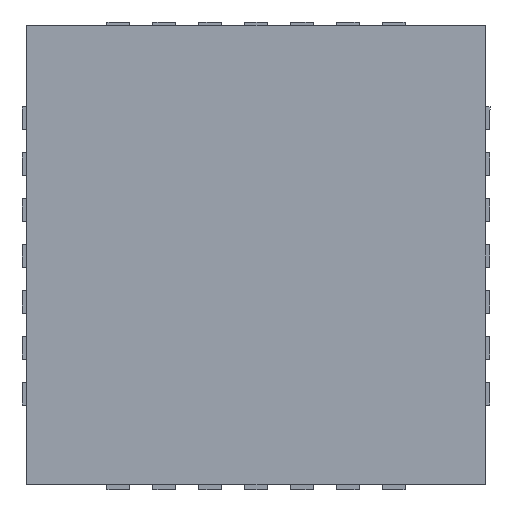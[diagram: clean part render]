
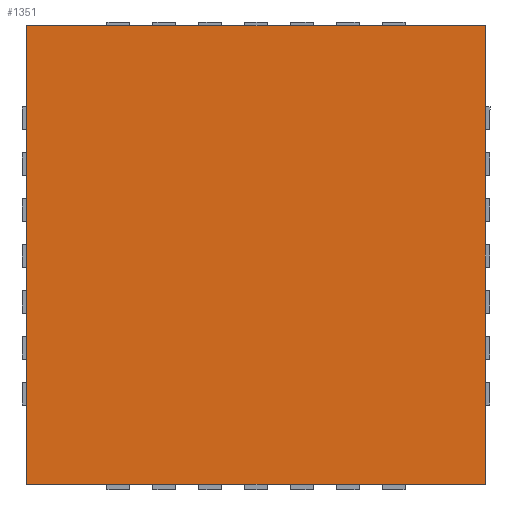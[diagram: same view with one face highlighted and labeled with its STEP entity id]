
A CAD part, front view. The second image highlights one B-rep face of the part: STEP entity #1351.
In plain terms, the highlighted planar face has unit normal (0, -1, 0).
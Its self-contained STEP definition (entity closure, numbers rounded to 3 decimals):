
#73 = CARTESIAN_POINT ( 'NONE',  ( 2.5, 0., -2.5 ) ) ;
#131 = EDGE_CURVE ( 'NONE', #1653, #1454, #1567, .T. ) ;
#155 = DIRECTION ( 'NONE',  ( -1., 0., 0. ) ) ;
#171 = ORIENTED_EDGE ( 'NONE', *, *, #1935, .F. ) ;
#495 = VERTEX_POINT ( 'NONE', #1749 ) ;
#530 = LINE ( 'NONE', #3862, #2666 ) ;
#622 = ORIENTED_EDGE ( 'NONE', *, *, #3472, .F. ) ;
#803 = PLANE ( 'NONE',  #1898 ) ;
#927 = VERTEX_POINT ( 'NONE', #2934 ) ;
#1063 = CARTESIAN_POINT ( 'NONE',  ( 0., 0., 0. ) ) ;
#1351 = ADVANCED_FACE ( 'NONE', ( #2885 ), #803, .F. ) ;
#1424 = LINE ( 'NONE', #1659, #3624 ) ;
#1454 = VERTEX_POINT ( 'NONE', #2633 ) ;
#1567 = LINE ( 'NONE', #2407, #3033 ) ;
#1585 = EDGE_LOOP ( 'NONE', ( #622, #171, #1967, #3236 ) ) ;
#1615 = DIRECTION ( 'NONE',  ( 0., 0., 1. ) ) ;
#1653 = VERTEX_POINT ( 'NONE', #3616 ) ;
#1659 = CARTESIAN_POINT ( 'NONE',  ( -2.5, 0., -2.5 ) ) ;
#1749 = CARTESIAN_POINT ( 'NONE',  ( 2.5, 0., 2.5 ) ) ;
#1898 = AXIS2_PLACEMENT_3D ( 'NONE', #1063, #1964, #1615 ) ;
#1935 = EDGE_CURVE ( 'NONE', #1454, #495, #530, .T. ) ;
#1964 = DIRECTION ( 'NONE',  ( 0., 1., 0. ) ) ;
#1967 = ORIENTED_EDGE ( 'NONE', *, *, #131, .F. ) ;
#2135 = DIRECTION ( 'NONE',  ( 0., 0., 1. ) ) ;
#2350 = DIRECTION ( 'NONE',  ( 1., 0., 0. ) ) ;
#2387 = EDGE_CURVE ( 'NONE', #927, #1653, #1424, .T. ) ;
#2407 = CARTESIAN_POINT ( 'NONE',  ( -2.5, 0., -2.5 ) ) ;
#2446 = DIRECTION ( 'NONE',  ( 0., 0., -1. ) ) ;
#2633 = CARTESIAN_POINT ( 'NONE',  ( -2.5, 0., 2.5 ) ) ;
#2666 = VECTOR ( 'NONE', #2350, 1000. ) ;
#2885 = FACE_OUTER_BOUND ( 'NONE', #1585, .T. ) ;
#2934 = CARTESIAN_POINT ( 'NONE',  ( 2.5, 0., -2.5 ) ) ;
#3033 = VECTOR ( 'NONE', #2135, 1000. ) ;
#3236 = ORIENTED_EDGE ( 'NONE', *, *, #2387, .F. ) ;
#3472 = EDGE_CURVE ( 'NONE', #495, #927, #3681, .T. ) ;
#3616 = CARTESIAN_POINT ( 'NONE',  ( -2.5, 0., -2.5 ) ) ;
#3624 = VECTOR ( 'NONE', #155, 1000. ) ;
#3681 = LINE ( 'NONE', #73, #3816 ) ;
#3816 = VECTOR ( 'NONE', #2446, 1000. ) ;
#3862 = CARTESIAN_POINT ( 'NONE',  ( -2.5, 0., 2.5 ) ) ;
